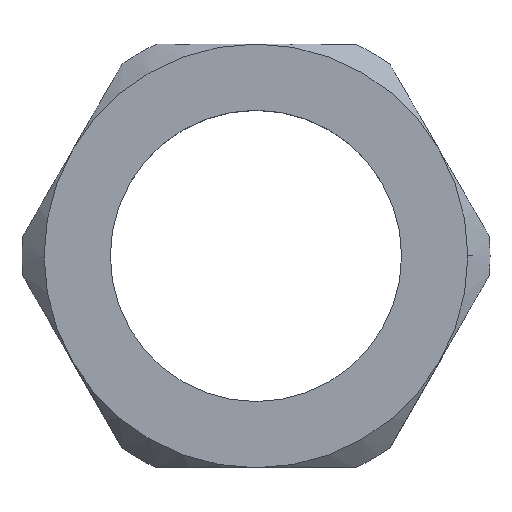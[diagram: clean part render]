
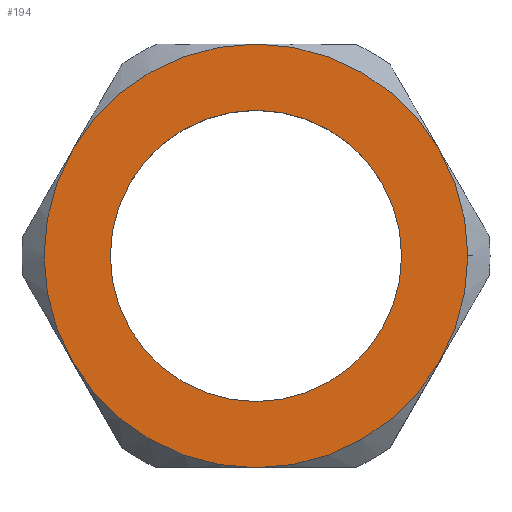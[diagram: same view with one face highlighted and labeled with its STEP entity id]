
A CAD part, top view. The second image highlights one B-rep face of the part: STEP entity #194.
In plain terms, the highlighted planar face has unit normal (0, 0, 1).
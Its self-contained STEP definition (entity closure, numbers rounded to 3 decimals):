
#60 = AXIS2_PLACEMENT_3D ( 'NONE', #495, #494, #493 ) ;
#63 = AXIS2_PLACEMENT_3D ( 'NONE', #399, #398, #397 ) ;
#64 = AXIS2_PLACEMENT_3D ( 'NONE', #550, #549, #548 ) ;
#69 = AXIS2_PLACEMENT_3D ( 'NONE', #504, #503, #502 ) ;
#72 = AXIS2_PLACEMENT_3D ( 'NONE', #510, #509, #508 ) ;
#74 = AXIS2_PLACEMENT_3D ( 'NONE', #498, #497, #496 ) ;
#109 = FACE_BOUND ( 'NONE', #747, .T. ) ;
#111 = AXIS2_PLACEMENT_3D ( 'NONE', #531, #527, #526 ) ;
#112 = AXIS2_PLACEMENT_3D ( 'NONE', #507, #506, #505 ) ;
#116 = AXIS2_PLACEMENT_3D ( 'NONE', #501, #500, #499 ) ;
#121 = FACE_OUTER_BOUND ( 'NONE', #749, .T. ) ;
#129 = AXIS2_PLACEMENT_3D ( 'NONE', #513, #512, #511 ) ;
#156 = EDGE_CURVE ( 'NONE', #797, #812, #243, .T. ) ;
#161 = EDGE_CURVE ( 'NONE', #783, #805, #241, .T. ) ;
#166 = EDGE_CURVE ( 'NONE', #805, #783, #238, .T. ) ;
#167 = EDGE_CURVE ( 'NONE', #794, #797, #237, .T. ) ;
#168 = EDGE_CURVE ( 'NONE', #812, #792, #236, .T. ) ;
#169 = EDGE_CURVE ( 'NONE', #792, #813, #235, .T. ) ;
#170 = EDGE_CURVE ( 'NONE', #813, #796, #234, .T. ) ;
#171 = EDGE_CURVE ( 'NONE', #796, #811, #233, .T. ) ;
#172 = EDGE_CURVE ( 'NONE', #811, #794, #232, .T. ) ;
#194 = ADVANCED_FACE ( 'NONE', ( #109, #121 ), #400, .T. ) ;
#232 = CIRCLE ( 'NONE', #60, 12. ) ;
#233 = CIRCLE ( 'NONE', #74, 12. ) ;
#234 = CIRCLE ( 'NONE', #116, 12. ) ;
#235 = CIRCLE ( 'NONE', #69, 12. ) ;
#236 = CIRCLE ( 'NONE', #112, 12. ) ;
#237 = CIRCLE ( 'NONE', #72, 12. ) ;
#238 = CIRCLE ( 'NONE', #129, 8.25 ) ;
#241 = CIRCLE ( 'NONE', #111, 8.25 ) ;
#243 = CIRCLE ( 'NONE', #64, 12. ) ;
#272 = CARTESIAN_POINT ( 'NONE',  ( 12., 0., 5. ) ) ;
#273 = CARTESIAN_POINT ( 'NONE',  ( -10.392, -6., 5. ) ) ;
#275 = CARTESIAN_POINT ( 'NONE',  ( 10.392, -6., 5. ) ) ;
#277 = CARTESIAN_POINT ( 'NONE',  ( 0., 12., 5. ) ) ;
#286 = CARTESIAN_POINT ( 'NONE',  ( -8.25, 0., 5. ) ) ;
#397 = DIRECTION ( 'NONE',  ( 1., 0., 0. ) ) ;
#398 = DIRECTION ( 'NONE',  ( 0., 0., 1. ) ) ;
#399 = CARTESIAN_POINT ( 'NONE',  ( 0., 0., 5. ) ) ;
#400 = PLANE ( 'NONE',  #63 ) ;
#493 = DIRECTION ( 'NONE',  ( 1., 0., 0. ) ) ;
#494 = DIRECTION ( 'NONE',  ( 0., 0., 1. ) ) ;
#495 = CARTESIAN_POINT ( 'NONE',  ( 0., 0., 5. ) ) ;
#496 = DIRECTION ( 'NONE',  ( 1., 0., 0. ) ) ;
#497 = DIRECTION ( 'NONE',  ( 0., 0., 1. ) ) ;
#498 = CARTESIAN_POINT ( 'NONE',  ( 0., 0., 5. ) ) ;
#499 = DIRECTION ( 'NONE',  ( 1., 0., 0. ) ) ;
#500 = DIRECTION ( 'NONE',  ( 0., 0., 1. ) ) ;
#501 = CARTESIAN_POINT ( 'NONE',  ( 0., 0., 5. ) ) ;
#502 = DIRECTION ( 'NONE',  ( 1., 0., 0. ) ) ;
#503 = DIRECTION ( 'NONE',  ( 0., 0., 1. ) ) ;
#504 = CARTESIAN_POINT ( 'NONE',  ( 0., 0., 5. ) ) ;
#505 = DIRECTION ( 'NONE',  ( 1., 0., 0. ) ) ;
#506 = DIRECTION ( 'NONE',  ( 0., 0., 1. ) ) ;
#507 = CARTESIAN_POINT ( 'NONE',  ( 0., 0., 5. ) ) ;
#508 = DIRECTION ( 'NONE',  ( 1., 0., 0. ) ) ;
#509 = DIRECTION ( 'NONE',  ( 0., 0., 1. ) ) ;
#510 = CARTESIAN_POINT ( 'NONE',  ( 0., 0., 5. ) ) ;
#511 = DIRECTION ( 'NONE',  ( 1., 0., 0. ) ) ;
#512 = DIRECTION ( 'NONE',  ( 0., 0., 1. ) ) ;
#513 = CARTESIAN_POINT ( 'NONE',  ( 0., 0., 5. ) ) ;
#526 = DIRECTION ( 'NONE',  ( 1., 0., 0. ) ) ;
#527 = DIRECTION ( 'NONE',  ( 0., 0., 1. ) ) ;
#531 = CARTESIAN_POINT ( 'NONE',  ( 0., 0., 5. ) ) ;
#548 = DIRECTION ( 'NONE',  ( 1., 0., 0. ) ) ;
#549 = DIRECTION ( 'NONE',  ( 0., 0., 1. ) ) ;
#550 = CARTESIAN_POINT ( 'NONE',  ( 0., 0., 5. ) ) ;
#564 = CARTESIAN_POINT ( 'NONE',  ( 8.25, 0., 5. ) ) ;
#570 = CARTESIAN_POINT ( 'NONE',  ( 0., -12., 5. ) ) ;
#571 = CARTESIAN_POINT ( 'NONE',  ( 10.392, 6., 5. ) ) ;
#572 = CARTESIAN_POINT ( 'NONE',  ( -10.392, 6., 5. ) ) ;
#747 = EDGE_LOOP ( 'NONE', ( #832, #820 ) ) ;
#749 = EDGE_LOOP ( 'NONE', ( #821, #822, #831, #824, #823, #825, #826 ) ) ;
#783 = VERTEX_POINT ( 'NONE', #286 ) ;
#792 = VERTEX_POINT ( 'NONE', #277 ) ;
#794 = VERTEX_POINT ( 'NONE', #275 ) ;
#796 = VERTEX_POINT ( 'NONE', #273 ) ;
#797 = VERTEX_POINT ( 'NONE', #272 ) ;
#805 = VERTEX_POINT ( 'NONE', #564 ) ;
#811 = VERTEX_POINT ( 'NONE', #570 ) ;
#812 = VERTEX_POINT ( 'NONE', #571 ) ;
#813 = VERTEX_POINT ( 'NONE', #572 ) ;
#820 = ORIENTED_EDGE ( 'NONE', *, *, #166, .F. ) ;
#821 = ORIENTED_EDGE ( 'NONE', *, *, #167, .T. ) ;
#822 = ORIENTED_EDGE ( 'NONE', *, *, #156, .T. ) ;
#823 = ORIENTED_EDGE ( 'NONE', *, *, #170, .T. ) ;
#824 = ORIENTED_EDGE ( 'NONE', *, *, #169, .T. ) ;
#825 = ORIENTED_EDGE ( 'NONE', *, *, #171, .T. ) ;
#826 = ORIENTED_EDGE ( 'NONE', *, *, #172, .T. ) ;
#831 = ORIENTED_EDGE ( 'NONE', *, *, #168, .T. ) ;
#832 = ORIENTED_EDGE ( 'NONE', *, *, #161, .F. ) ;
